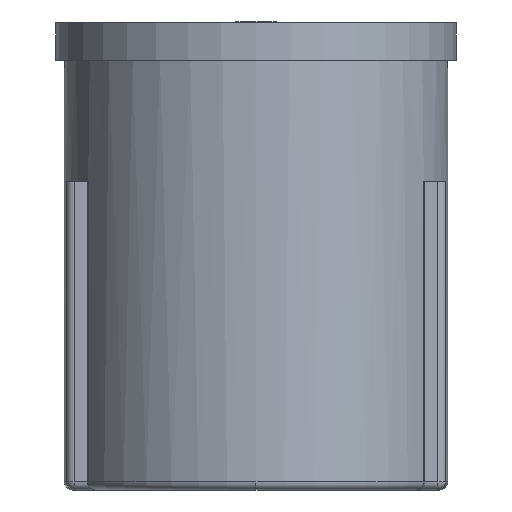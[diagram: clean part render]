
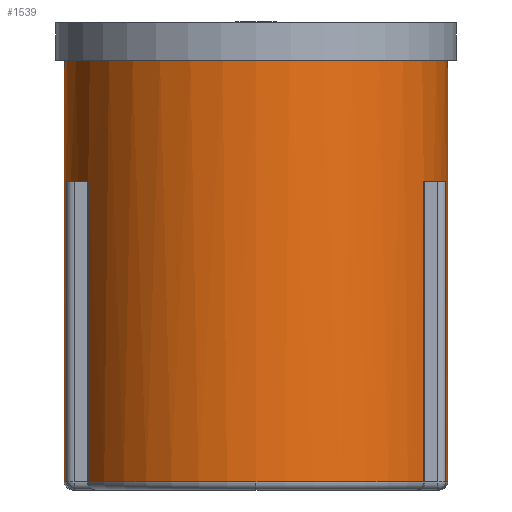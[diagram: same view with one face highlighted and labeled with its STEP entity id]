
A CAD part, left-side view. The second image highlights one B-rep face of the part: STEP entity #1539.
In plain terms, the highlighted cylindrical face has radius 23 mm (diameter 46 mm), a partial arc.
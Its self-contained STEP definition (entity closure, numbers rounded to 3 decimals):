
#85 = VERTEX_POINT ( 'NONE', #1038 ) ;
#241 = VECTOR ( 'NONE', #2568, 1000. ) ;
#316 = CARTESIAN_POINT ( 'NONE',  ( -43.4, 0., -52.4 ) ) ;
#364 = CARTESIAN_POINT ( 'NONE',  ( -43.4, -23., -53.4 ) ) ;
#492 = CARTESIAN_POINT ( 'NONE',  ( -46.811, 22.746, -53.4 ) ) ;
#758 = CARTESIAN_POINT ( 'NONE',  ( -46.811, -22.746, -16.4 ) ) ;
#814 = CARTESIAN_POINT ( 'NONE',  ( -54.541, -20.122, -52.4 ) ) ;
#871 = ORIENTED_EDGE ( 'NONE', *, *, #7164, .T. ) ;
#872 = AXIS2_PLACEMENT_3D ( 'NONE', #7284, #5037, #8637 ) ;
#1038 = CARTESIAN_POINT ( 'NONE',  ( -46.811, 22.746, -16.4 ) ) ;
#1122 = LINE ( 'NONE', #492, #241 ) ;
#1132 = LINE ( 'NONE', #3392, #3482 ) ;
#1174 = CIRCLE ( 'NONE', #8228, 23. ) ;
#1211 = VERTEX_POINT ( 'NONE', #6577 ) ;
#1255 = EDGE_CURVE ( 'NONE', #6628, #3200, #8316, .T. ) ;
#1275 = DIRECTION ( 'NONE',  ( 0., 0., 1. ) ) ;
#1277 = DIRECTION ( 'NONE',  ( 0., 0., 1. ) ) ;
#1282 = EDGE_CURVE ( 'NONE', #8500, #3116, #7390, .T. ) ;
#1422 = CARTESIAN_POINT ( 'NONE',  ( -66.4, 0., -52.4 ) ) ;
#1446 = CARTESIAN_POINT ( 'NONE',  ( -43.4, 0., -52.4 ) ) ;
#1539 = ADVANCED_FACE ( 'NONE', ( #4113 ), #5647, .T. ) ;
#1811 = DIRECTION ( 'NONE',  ( -1., 0., 0. ) ) ;
#1823 = CARTESIAN_POINT ( 'NONE',  ( -54.541, 20.122, -53.4 ) ) ;
#1953 = CARTESIAN_POINT ( 'NONE',  ( -43.4, -23., -52.4 ) ) ;
#2078 = DIRECTION ( 'NONE',  ( 0., 0., 1. ) ) ;
#2135 = EDGE_CURVE ( 'NONE', #3200, #7221, #3813, .T. ) ;
#2568 = DIRECTION ( 'NONE',  ( 0., 0., 1. ) ) ;
#2723 = ORIENTED_EDGE ( 'NONE', *, *, #4835, .T. ) ;
#2807 = AXIS2_PLACEMENT_3D ( 'NONE', #9249, #1275, #7141 ) ;
#3011 = VECTOR ( 'NONE', #7400, 1000. ) ;
#3018 = DIRECTION ( 'NONE',  ( 0., 0., -1. ) ) ;
#3049 = ORIENTED_EDGE ( 'NONE', *, *, #7252, .T. ) ;
#3116 = VERTEX_POINT ( 'NONE', #814 ) ;
#3123 = CARTESIAN_POINT ( 'NONE',  ( -54.541, 20.122, -52.4 ) ) ;
#3200 = VERTEX_POINT ( 'NONE', #758 ) ;
#3249 = DIRECTION ( 'NONE',  ( 0., 0., 1. ) ) ;
#3310 = EDGE_CURVE ( 'NONE', #8750, #9306, #5337, .T. ) ;
#3332 = AXIS2_PLACEMENT_3D ( 'NONE', #9330, #2078, #6414 ) ;
#3392 = CARTESIAN_POINT ( 'NONE',  ( -54.541, -20.122, -53.4 ) ) ;
#3433 = CARTESIAN_POINT ( 'NONE',  ( -54.541, 20.122, -16.4 ) ) ;
#3482 = VECTOR ( 'NONE', #3249, 1000. ) ;
#3498 = ORIENTED_EDGE ( 'NONE', *, *, #1255, .T. ) ;
#3707 = CARTESIAN_POINT ( 'NONE',  ( -43.4, 23., -53.4 ) ) ;
#3708 = ORIENTED_EDGE ( 'NONE', *, *, #7131, .T. ) ;
#3712 = AXIS2_PLACEMENT_3D ( 'NONE', #5225, #5178, #8106 ) ;
#3801 = CARTESIAN_POINT ( 'NONE',  ( -54.541, -20.122, -16.4 ) ) ;
#3803 = DIRECTION ( 'NONE',  ( -1., 0., 0. ) ) ;
#3813 = LINE ( 'NONE', #4717, #5285 ) ;
#3852 = ORIENTED_EDGE ( 'NONE', *, *, #3310, .T. ) ;
#3959 = ORIENTED_EDGE ( 'NONE', *, *, #9307, .F. ) ;
#4113 = FACE_OUTER_BOUND ( 'NONE', #7560, .T. ) ;
#4368 = EDGE_CURVE ( 'NONE', #7221, #5015, #9097, .T. ) ;
#4452 = VERTEX_POINT ( 'NONE', #6917 ) ;
#4556 = CARTESIAN_POINT ( 'NONE',  ( -43.4, 0., -16.4 ) ) ;
#4717 = CARTESIAN_POINT ( 'NONE',  ( -46.811, -22.746, -53.4 ) ) ;
#4750 = DIRECTION ( 'NONE',  ( 0., 0., -1. ) ) ;
#4782 = DIRECTION ( 'NONE',  ( 0., 0., 1. ) ) ;
#4835 = EDGE_CURVE ( 'NONE', #1211, #7184, #8378, .T. ) ;
#4911 = VECTOR ( 'NONE', #4750, 1000. ) ;
#5015 = VERTEX_POINT ( 'NONE', #1953 ) ;
#5037 = DIRECTION ( 'NONE',  ( 0., 0., 1. ) ) ;
#5178 = DIRECTION ( 'NONE',  ( 0., 0., 1. ) ) ;
#5188 = ORIENTED_EDGE ( 'NONE', *, *, #1282, .T. ) ;
#5225 = CARTESIAN_POINT ( 'NONE',  ( -43.4, 0., -16.4 ) ) ;
#5228 = CARTESIAN_POINT ( 'NONE',  ( -43.4, 0., -1.9 ) ) ;
#5285 = VECTOR ( 'NONE', #6741, 1000. ) ;
#5337 = LINE ( 'NONE', #1823, #4911 ) ;
#5502 = CARTESIAN_POINT ( 'NONE',  ( -46.811, 22.746, -52.4 ) ) ;
#5647 = CYLINDRICAL_SURFACE ( 'NONE', #2807, 23. ) ;
#5792 = CARTESIAN_POINT ( 'NONE',  ( -46.811, -22.746, -52.4 ) ) ;
#5903 = ORIENTED_EDGE ( 'NONE', *, *, #6957, .F. ) ;
#6252 = CIRCLE ( 'NONE', #3332, 23. ) ;
#6316 = EDGE_CURVE ( 'NONE', #4452, #7430, #6252, .T. ) ;
#6411 = CIRCLE ( 'NONE', #872, 23. ) ;
#6414 = DIRECTION ( 'NONE',  ( -1., 0., 0. ) ) ;
#6503 = AXIS2_PLACEMENT_3D ( 'NONE', #316, #4782, #1811 ) ;
#6577 = CARTESIAN_POINT ( 'NONE',  ( -43.4, -23., -1.9 ) ) ;
#6628 = VERTEX_POINT ( 'NONE', #3801 ) ;
#6675 = DIRECTION ( 'NONE',  ( 0., 0., -1. ) ) ;
#6718 = DIRECTION ( 'NONE',  ( -1., 0., 0. ) ) ;
#6741 = DIRECTION ( 'NONE',  ( 0., 0., -1. ) ) ;
#6917 = CARTESIAN_POINT ( 'NONE',  ( -43.4, 23., -52.4 ) ) ;
#6957 = EDGE_CURVE ( 'NONE', #8750, #85, #1174, .T. ) ;
#7131 = EDGE_CURVE ( 'NONE', #3116, #6628, #1132, .T. ) ;
#7141 = DIRECTION ( 'NONE',  ( 1., 0., 0. ) ) ;
#7148 = AXIS2_PLACEMENT_3D ( 'NONE', #5228, #6675, #8697 ) ;
#7164 = EDGE_CURVE ( 'NONE', #5015, #1211, #7861, .T. ) ;
#7167 = VECTOR ( 'NONE', #1277, 1000. ) ;
#7184 = VERTEX_POINT ( 'NONE', #8400 ) ;
#7221 = VERTEX_POINT ( 'NONE', #5792 ) ;
#7252 = EDGE_CURVE ( 'NONE', #9306, #8500, #6411, .T. ) ;
#7284 = CARTESIAN_POINT ( 'NONE',  ( -43.4, 0., -52.4 ) ) ;
#7307 = DIRECTION ( 'NONE',  ( 0., 0., 1. ) ) ;
#7390 = CIRCLE ( 'NONE', #6503, 23. ) ;
#7400 = DIRECTION ( 'NONE',  ( 0., 0., 1. ) ) ;
#7430 = VERTEX_POINT ( 'NONE', #5502 ) ;
#7560 = EDGE_LOOP ( 'NONE', ( #9495, #9216, #871, #2723, #3959, #8227, #8033, #5903, #3852, #3049, #5188, #3708, #3498 ) ) ;
#7861 = LINE ( 'NONE', #364, #7167 ) ;
#8033 = ORIENTED_EDGE ( 'NONE', *, *, #8742, .T. ) ;
#8106 = DIRECTION ( 'NONE',  ( 1., 0., 0. ) ) ;
#8227 = ORIENTED_EDGE ( 'NONE', *, *, #6316, .T. ) ;
#8228 = AXIS2_PLACEMENT_3D ( 'NONE', #4556, #3018, #6718 ) ;
#8316 = CIRCLE ( 'NONE', #3712, 23. ) ;
#8378 = CIRCLE ( 'NONE', #7148, 23. ) ;
#8400 = CARTESIAN_POINT ( 'NONE',  ( -43.4, 23., -1.9 ) ) ;
#8500 = VERTEX_POINT ( 'NONE', #1422 ) ;
#8637 = DIRECTION ( 'NONE',  ( -1., 0., 0. ) ) ;
#8697 = DIRECTION ( 'NONE',  ( -1., 0., 0. ) ) ;
#8742 = EDGE_CURVE ( 'NONE', #7430, #85, #1122, .T. ) ;
#8750 = VERTEX_POINT ( 'NONE', #3433 ) ;
#8852 = LINE ( 'NONE', #3707, #3011 ) ;
#8942 = AXIS2_PLACEMENT_3D ( 'NONE', #1446, #7307, #3803 ) ;
#9097 = CIRCLE ( 'NONE', #8942, 23. ) ;
#9216 = ORIENTED_EDGE ( 'NONE', *, *, #4368, .T. ) ;
#9249 = CARTESIAN_POINT ( 'NONE',  ( -43.4, 0., -53.4 ) ) ;
#9306 = VERTEX_POINT ( 'NONE', #3123 ) ;
#9307 = EDGE_CURVE ( 'NONE', #4452, #7184, #8852, .T. ) ;
#9330 = CARTESIAN_POINT ( 'NONE',  ( -43.4, 0., -52.4 ) ) ;
#9495 = ORIENTED_EDGE ( 'NONE', *, *, #2135, .T. ) ;
